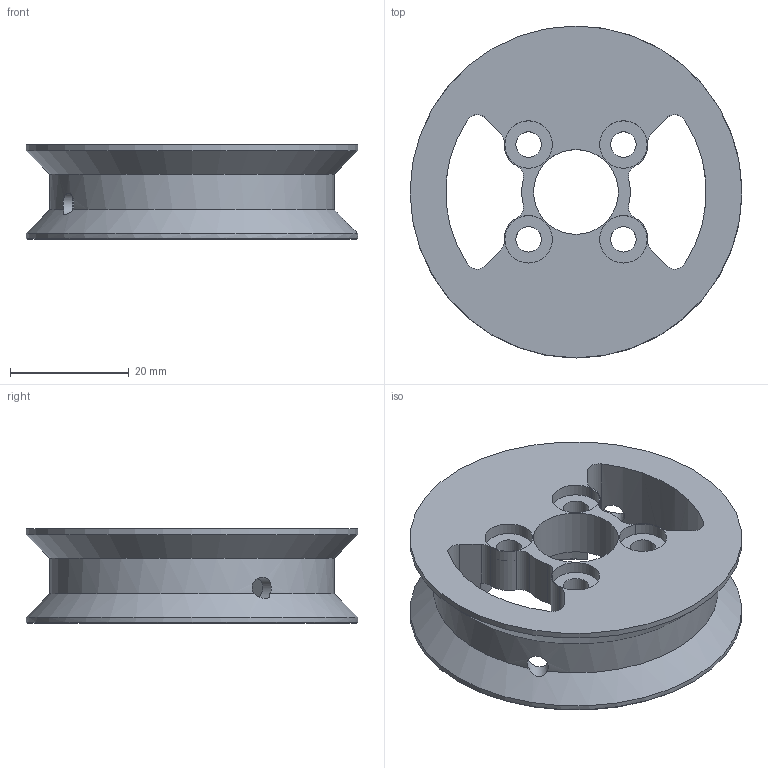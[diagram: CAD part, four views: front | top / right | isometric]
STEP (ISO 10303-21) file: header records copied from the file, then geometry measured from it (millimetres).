
FILE_DESCRIPTION(/* description */ ('STEP AP242'),/* implementation_level */ '2;1');
FILE_NAME(/* name */ 'Spool.step',/* time_stamp */ '2024-09-27T13:12:05+10:00',/* author */ (''),/* organization */ (''),/* preprocessor_version */ 'ST-DEVELOPER v20',/* originating_system */ 'Autodesk Translation Framework v13.20.0.188',/* authorisation */ '');
FILE_SCHEMA (('AUTOMOTIVE_DESIGN { 1 0 10303 214 3 1 1 }'));
Length unit declared in the file: metre
Products named in the file (1): Part 1
Bounding box: 56 x 56 x 16 mm (x, y, z)
Volume: 17913.3 mm3; surface area: 9633.5 mm2
Topology: 1 solids, 1 shells, 63 faces, 172 edges, 111 vertices
Faces by surface type: cylinder 37, plane 15, cone 11
Full cylindrical faces by diameter (mm): 3.6 x2, 4 x1, 4.3 x4, 8 x4, 14.3 x1, 48 x1, 56 x2
Entity records: 2298 total; most frequent: CARTESIAN_POINT 573, DIRECTION 370, ORIENTED_EDGE 344, EDGE_CURVE 172, AXIS2_PLACEMENT_3D 150, VERTEX_POINT 111, CIRCLE 86, EDGE_LOOP 83
